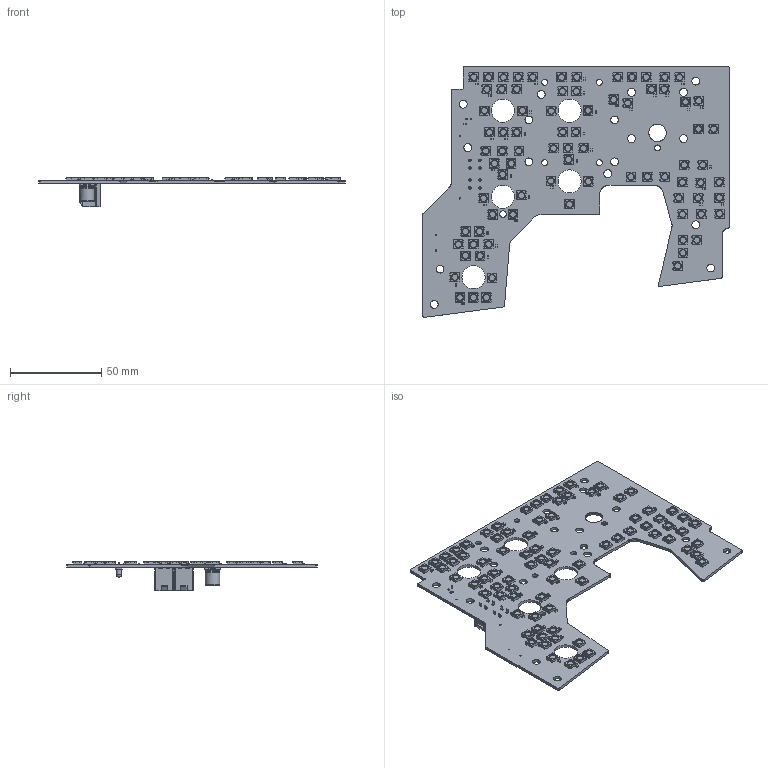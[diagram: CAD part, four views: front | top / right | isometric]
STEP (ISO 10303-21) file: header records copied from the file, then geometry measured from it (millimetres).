
FILE_DESCRIPTION(('KiCad electronic assembly'),'2;1');
FILE_NAME('SELECT JETT PANEL.step','2023-04-16T02:48:20',('Pcbnew'),( 'Kicad'),'Open CASCADE STEP processor 7.6','KiCad to STEP converter' ,'Unknown');
FILE_SCHEMA(('AUTOMOTIVE_DESIGN { 1 0 10303 214 1 1 1 1 }'));
Length unit declared in the file: millimetre
Products named in the file (14): SELECT JETT PANEL 1; C_0603_1608Metric; SOLID; LED_WS2812B_PLCC4_5.0x5.0mm_P3.2mm; R_0603_1608Metric; CP_Elec_8x10; LED_D3.0mm_GREEN; Molex_Mini-Fit_Jr_5566-04A_2x02_P4.20mm_Vertical; PCB
Assembly tree (128 placements, depth 3):
  SELECT JETT PANEL 1
    C_0603_1608Metric  x35
      SOLID
    LED_WS2812B_PLCC4_5.0x5.0mm_P3.2mm  x81
      SOLID
    R_0603_1608Metric
      SOLID
    CP_Elec_8x10
      SOLID
    LED_D3.0mm_GREEN
      SOLID
    Molex_Mini-Fit_Jr_5566-04A_2x02_P4.20mm_Vertical  x2
      SOLID
    PCB
Bounding box: 168.28 x 137.62 x 16.3 mm (x, y, z)
Volume: 27937.3 mm3; surface area: 42130.8 mm2
Topology: 122 solids, 122 shells, 7361 faces, 21284 edges, 14020 vertices
Faces by surface type: plane 5007, cylinder 2265, cone 81, torus 4, bspline 2, revolution 1, sphere 1
Full cylindrical faces by diameter (mm): 0.7 x4, 0.9 x2, 1.4 x8, 3 x1, 3.2 x4, 3.333 x81, 3.572 x1, 4.3 x17, 8 x2, 12.7 x5
Entity records: 62094 total; most frequent: CARTESIAN_POINT 11267, DIRECTION 9216, LINE 6833, VECTOR 6833, ORIENTED_EDGE 4828, PCURVE 4828, DEFINITIONAL_REPRESENTATION 4828, EDGE_CURVE 2414
